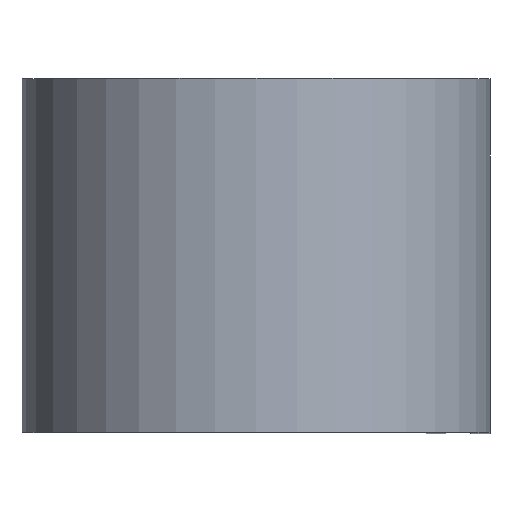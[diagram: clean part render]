
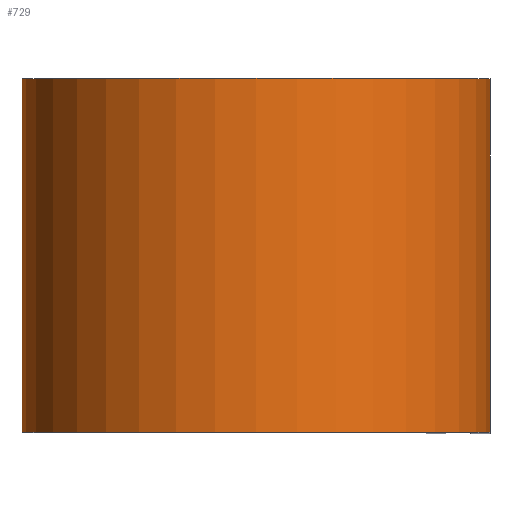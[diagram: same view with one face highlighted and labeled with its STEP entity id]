
A CAD part, top view. The second image highlights one B-rep face of the part: STEP entity #729.
In plain terms, the highlighted cylindrical face has radius 14.707 mm (diameter 29.413 mm), a partial arc.
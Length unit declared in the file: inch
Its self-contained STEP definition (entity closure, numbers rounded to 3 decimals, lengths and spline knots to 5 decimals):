
#63 = AXIS2_PLACEMENT_3D ( 'NONE', #691, #693, #732 ) ;
#64 = VECTOR ( 'NONE', #302, 39.37008 ) ;
#132 = DIRECTION ( 'NONE',  ( 0., -1., 0. ) ) ;
#168 = CARTESIAN_POINT ( 'NONE',  ( 0.579, 0.4375, 0. ) ) ;
#185 = CYLINDRICAL_SURFACE ( 'NONE', #394, 0.579 ) ;
#187 = LINE ( 'NONE', #426, #64 ) ;
#188 = DIRECTION ( 'NONE',  ( 1., 0., 0. ) ) ;
#190 = AXIS2_PLACEMENT_3D ( 'NONE', #390, #428, #188 ) ;
#209 = ORIENTED_EDGE ( 'NONE', *, *, #697, .F. ) ;
#229 = CARTESIAN_POINT ( 'NONE',  ( 0., 0.4375, -0.579 ) ) ;
#276 = CIRCLE ( 'NONE', #190, 0.579 ) ;
#302 = DIRECTION ( 'NONE',  ( 0., -1., 0. ) ) ;
#336 = CARTESIAN_POINT ( 'NONE',  ( 0., 0.4375, 0. ) ) ;
#345 = DIRECTION ( 'NONE',  ( 0., -1., 0. ) ) ;
#372 = CARTESIAN_POINT ( 'NONE',  ( 0.579, -0.4375, 0. ) ) ;
#383 = VERTEX_POINT ( 'NONE', #168 ) ;
#385 = EDGE_CURVE ( 'NONE', #383, #549, #187, .T. ) ;
#388 = ORIENTED_EDGE ( 'NONE', *, *, #622, .T. ) ;
#390 = CARTESIAN_POINT ( 'NONE',  ( 0., 0.4375, 0. ) ) ;
#394 = AXIS2_PLACEMENT_3D ( 'NONE', #336, #132, #404 ) ;
#404 = DIRECTION ( 'NONE',  ( 0., 0., -1. ) ) ;
#409 = EDGE_LOOP ( 'NONE', ( #388, #526, #209, #658 ) ) ;
#426 = CARTESIAN_POINT ( 'NONE',  ( 0.579, 0.4375, 0. ) ) ;
#428 = DIRECTION ( 'NONE',  ( 0., 1., 0. ) ) ;
#457 = EDGE_CURVE ( 'NONE', #656, #681, #506, .T. ) ;
#506 = LINE ( 'NONE', #736, #638 ) ;
#526 = ORIENTED_EDGE ( 'NONE', *, *, #385, .F. ) ;
#541 = CIRCLE ( 'NONE', #63, 0.579 ) ;
#549 = VERTEX_POINT ( 'NONE', #372 ) ;
#571 = CARTESIAN_POINT ( 'NONE',  ( 0., -0.4375, -0.579 ) ) ;
#611 = FACE_OUTER_BOUND ( 'NONE', #409, .T. ) ;
#622 = EDGE_CURVE ( 'NONE', #681, #549, #541, .T. ) ;
#638 = VECTOR ( 'NONE', #345, 39.37008 ) ;
#656 = VERTEX_POINT ( 'NONE', #229 ) ;
#658 = ORIENTED_EDGE ( 'NONE', *, *, #457, .T. ) ;
#681 = VERTEX_POINT ( 'NONE', #571 ) ;
#691 = CARTESIAN_POINT ( 'NONE',  ( 0., -0.4375, 0. ) ) ;
#693 = DIRECTION ( 'NONE',  ( 0., 1., 0. ) ) ;
#697 = EDGE_CURVE ( 'NONE', #656, #383, #276, .T. ) ;
#729 = ADVANCED_FACE ( 'NONE', ( #611 ), #185, .T. ) ;
#732 = DIRECTION ( 'NONE',  ( 1., 0., 0. ) ) ;
#736 = CARTESIAN_POINT ( 'NONE',  ( 0., 0.4375, -0.579 ) ) ;
